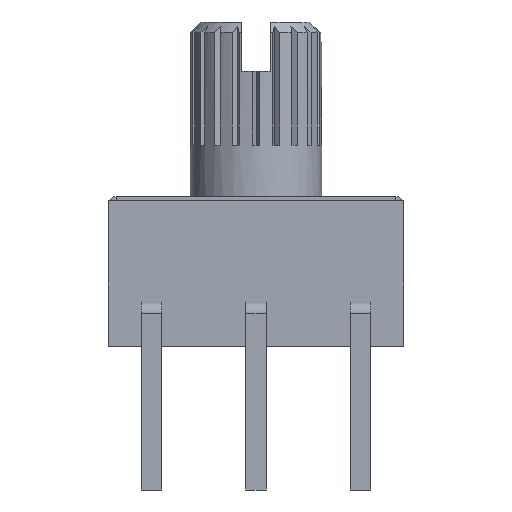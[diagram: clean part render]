
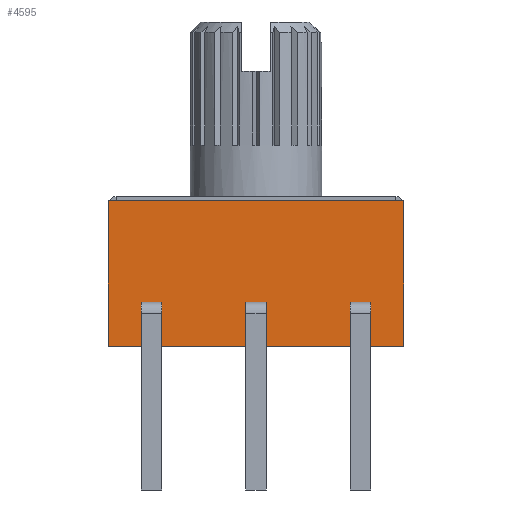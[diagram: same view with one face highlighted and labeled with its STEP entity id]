
A CAD part, left-side view. The second image highlights one B-rep face of the part: STEP entity #4595.
In plain terms, the highlighted planar face has unit normal (-1, 0, 0).
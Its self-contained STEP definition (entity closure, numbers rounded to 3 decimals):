
#360=FACE_OUTER_BOUND('',#616,.T.);
#616=EDGE_LOOP('',(#3072,#3073,#3074,#3075));
#890=LINE('',#6335,#1364);
#920=LINE('',#6396,#1394);
#923=LINE('',#6401,#1397);
#924=LINE('',#6402,#1398);
#1364=VECTOR('',#5218,10.);
#1394=VECTOR('',#5266,10.);
#1397=VECTOR('',#5273,10.);
#1398=VECTOR('',#5274,10.);
#1831=VERTEX_POINT('',#6332);
#1832=VERTEX_POINT('',#6334);
#1853=VERTEX_POINT('',#6393);
#1854=VERTEX_POINT('',#6395);
#2304=EDGE_CURVE('',#1832,#1831,#890,.T.);
#2334=EDGE_CURVE('',#1853,#1854,#920,.T.);
#2337=EDGE_CURVE('',#1832,#1853,#923,.T.);
#2338=EDGE_CURVE('',#1854,#1831,#924,.T.);
#3072=ORIENTED_EDGE('',*,*,#2337,.F.);
#3073=ORIENTED_EDGE('',*,*,#2304,.T.);
#3074=ORIENTED_EDGE('',*,*,#2338,.F.);
#3075=ORIENTED_EDGE('',*,*,#2334,.F.);
#4408=PLANE('',#4879);
#4595=ADVANCED_FACE('',(#360),#4408,.T.);
#4879=AXIS2_PLACEMENT_3D('',#6400,#5271,#5272);
#5218=DIRECTION('',(0.,0.,1.));
#5266=DIRECTION('',(0.,0.,1.));
#5271=DIRECTION('center_axis',(-1.,0.,0.));
#5272=DIRECTION('ref_axis',(0.,-1.,0.));
#5273=DIRECTION('',(0.,1.,0.));
#5274=DIRECTION('',(0.,-1.,0.));
#6332=CARTESIAN_POINT('',(-3.6,-3.6,3.55));
#6334=CARTESIAN_POINT('',(-3.6,-3.6,0.));
#6335=CARTESIAN_POINT('',(-3.6,-3.6,0.));
#6393=CARTESIAN_POINT('',(-3.6,3.6,0.));
#6395=CARTESIAN_POINT('',(-3.6,3.6,3.55));
#6396=CARTESIAN_POINT('',(-3.6,3.6,0.));
#6400=CARTESIAN_POINT('Origin',(-3.6,3.6,0.));
#6401=CARTESIAN_POINT('',(-3.6,-3.6,0.));
#6402=CARTESIAN_POINT('',(-3.6,-3.6,3.55));
